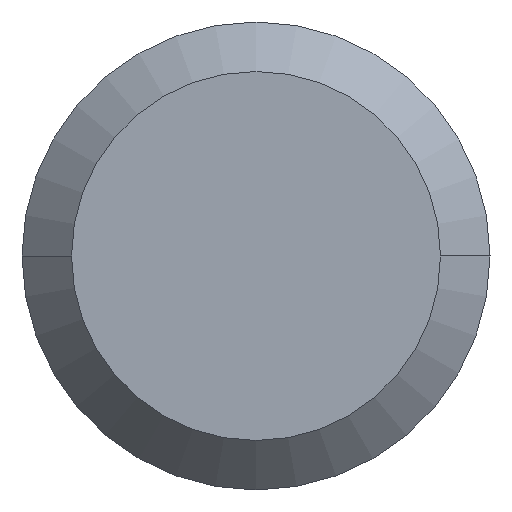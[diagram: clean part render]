
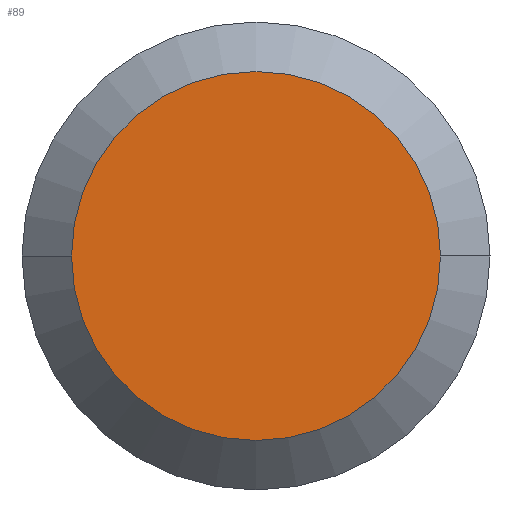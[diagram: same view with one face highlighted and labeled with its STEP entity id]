
A CAD part, left-side view. The second image highlights one B-rep face of the part: STEP entity #89.
In plain terms, the highlighted planar face has unit normal (-1, 0, 0).
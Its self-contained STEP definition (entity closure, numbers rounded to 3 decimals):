
#3 = FACE_OUTER_BOUND ( 'NONE', #67, .T. ) ;
#31 = VERTEX_POINT ( 'NONE', #307 ) ;
#44 = CARTESIAN_POINT ( 'NONE',  ( 0., 0., 0. ) ) ;
#49 = VERTEX_POINT ( 'NONE', #52 ) ;
#52 = CARTESIAN_POINT ( 'NONE',  ( 0., 2.365, 0. ) ) ;
#65 = CARTESIAN_POINT ( 'NONE',  ( 0., 0., 0. ) ) ;
#67 = EDGE_LOOP ( 'NONE', ( #279, #125 ) ) ;
#89 = ADVANCED_FACE ( 'NONE', ( #3 ), #357, .T. ) ;
#111 = DIRECTION ( 'NONE',  ( 0., -1., 0. ) ) ;
#123 = AXIS2_PLACEMENT_3D ( 'NONE', #65, #200, #415 ) ;
#125 = ORIENTED_EDGE ( 'NONE', *, *, #312, .F. ) ;
#151 = CIRCLE ( 'NONE', #258, 2.365 ) ;
#183 = DIRECTION ( 'NONE',  ( -1., 0., 0. ) ) ;
#200 = DIRECTION ( 'NONE',  ( 1., 0., 0. ) ) ;
#207 = EDGE_CURVE ( 'NONE', #49, #31, #412, .T. ) ;
#258 = AXIS2_PLACEMENT_3D ( 'NONE', #44, #329, #271 ) ;
#271 = DIRECTION ( 'NONE',  ( 0., 1., 0. ) ) ;
#279 = ORIENTED_EDGE ( 'NONE', *, *, #207, .F. ) ;
#297 = AXIS2_PLACEMENT_3D ( 'NONE', #389, #183, #111 ) ;
#307 = CARTESIAN_POINT ( 'NONE',  ( 0., -2.365, 0. ) ) ;
#312 = EDGE_CURVE ( 'NONE', #31, #49, #151, .T. ) ;
#329 = DIRECTION ( 'NONE',  ( 1., 0., 0. ) ) ;
#357 = PLANE ( 'NONE',  #297 ) ;
#389 = CARTESIAN_POINT ( 'NONE',  ( 0., 0., 0. ) ) ;
#412 = CIRCLE ( 'NONE', #123, 2.365 ) ;
#415 = DIRECTION ( 'NONE',  ( 0., 1., 0. ) ) ;
